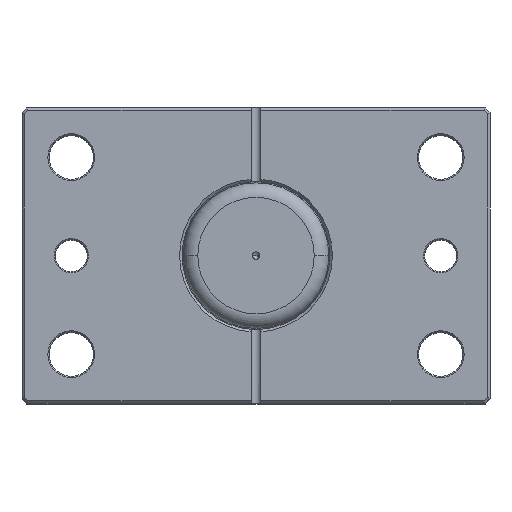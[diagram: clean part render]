
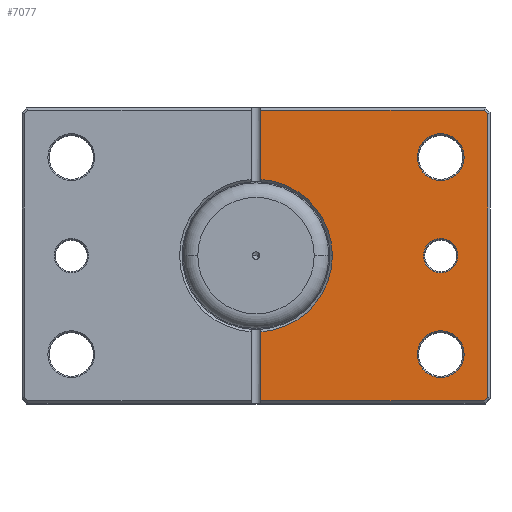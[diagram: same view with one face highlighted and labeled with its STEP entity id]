
A CAD part, top view. The second image highlights one B-rep face of the part: STEP entity #7077.
In plain terms, the highlighted face is planar.
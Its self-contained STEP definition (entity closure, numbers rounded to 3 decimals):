
#1 = EDGE_LOOP ( 'NONE', ( #3139, #321 ) ) ;
#91 = DIRECTION ( 'NONE',  ( 1., 0., 0. ) ) ;
#108 = CIRCLE ( 'NONE', #2199, 9.5 ) ;
#155 = EDGE_CURVE ( 'NONE', #2783, #2858, #5638, .T. ) ;
#208 = CARTESIAN_POINT ( 'NONE',  ( -2., 60., 0. ) ) ;
#244 = CARTESIAN_POINT ( 'NONE',  ( -75., 0., 0. ) ) ;
#247 = LINE ( 'NONE', #2702, #6045 ) ;
#284 = CARTESIAN_POINT ( 'NONE',  ( -75., 0., 0. ) ) ;
#317 = VERTEX_POINT ( 'NONE', #4831 ) ;
#321 = ORIENTED_EDGE ( 'NONE', *, *, #900, .T. ) ;
#328 = EDGE_CURVE ( 'NONE', #7138, #2783, #6080, .T. ) ;
#372 = DIRECTION ( 'NONE',  ( 1., 0., 0. ) ) ;
#373 = DIRECTION ( 'NONE',  ( 0., 1., 0. ) ) ;
#453 = DIRECTION ( 'NONE',  ( -1., 0., 0. ) ) ;
#516 = VERTEX_POINT ( 'NONE', #4318 ) ;
#609 = DIRECTION ( 'NONE',  ( 0., 0., 1. ) ) ;
#688 = DIRECTION ( 'NONE',  ( 1., 0., 0. ) ) ;
#739 = ORIENTED_EDGE ( 'NONE', *, *, #2551, .T. ) ;
#796 = DIRECTION ( 'NONE',  ( 1., 0., 0. ) ) ;
#808 = LINE ( 'NONE', #4305, #2318 ) ;
#900 = EDGE_CURVE ( 'NONE', #516, #317, #3702, .T. ) ;
#920 = ORIENTED_EDGE ( 'NONE', *, *, #4749, .T. ) ;
#1012 = CARTESIAN_POINT ( 'NONE',  ( -2., 30.935, 0. ) ) ;
#1042 = AXIS2_PLACEMENT_3D ( 'NONE', #244, #4173, #796 ) ;
#1082 = AXIS2_PLACEMENT_3D ( 'NONE', #6096, #2740, #6630 ) ;
#1102 = VERTEX_POINT ( 'NONE', #1485 ) ;
#1117 = CARTESIAN_POINT ( 'NONE',  ( -94., 57.586, 0. ) ) ;
#1333 = DIRECTION ( 'NONE',  ( 0., -1., 0. ) ) ;
#1374 = ORIENTED_EDGE ( 'NONE', *, *, #328, .T. ) ;
#1485 = CARTESIAN_POINT ( 'NONE',  ( -31., 0., 0. ) ) ;
#1550 = ORIENTED_EDGE ( 'NONE', *, *, #155, .T. ) ;
#1657 = AXIS2_PLACEMENT_3D ( 'NONE', #6493, #3167, #7055 ) ;
#1689 = FACE_OUTER_BOUND ( 'NONE', #2736, .T. ) ;
#1763 = VERTEX_POINT ( 'NONE', #6639 ) ;
#1812 = ORIENTED_EDGE ( 'NONE', *, *, #2903, .T. ) ;
#1832 = VERTEX_POINT ( 'NONE', #1943 ) ;
#1943 = CARTESIAN_POINT ( 'NONE',  ( -2., -59., 0. ) ) ;
#1996 = ORIENTED_EDGE ( 'NONE', *, *, #5439, .T. ) ;
#1998 = VECTOR ( 'NONE', #6613, 1000. ) ;
#2004 = DIRECTION ( 'NONE',  ( 1., 0., 0. ) ) ;
#2046 = FACE_BOUND ( 'NONE', #1, .T. ) ;
#2166 = CIRCLE ( 'NONE', #4577, 9.5 ) ;
#2199 = AXIS2_PLACEMENT_3D ( 'NONE', #6607, #3285, #7174 ) ;
#2231 = CARTESIAN_POINT ( 'NONE',  ( 0., 0., 0. ) ) ;
#2276 = LINE ( 'NONE', #5629, #5261 ) ;
#2286 = DIRECTION ( 'NONE',  ( -0.707, 0.707, 0. ) ) ;
#2317 = VECTOR ( 'NONE', #4876, 1000. ) ;
#2318 = VECTOR ( 'NONE', #373, 1000. ) ;
#2429 = AXIS2_PLACEMENT_3D ( 'NONE', #2231, #6143, #2796 ) ;
#2433 = ORIENTED_EDGE ( 'NONE', *, *, #3553, .T. ) ;
#2551 = EDGE_CURVE ( 'NONE', #6686, #7044, #6724, .T. ) ;
#2614 = CIRCLE ( 'NONE', #2429, 31. ) ;
#2639 = VERTEX_POINT ( 'NONE', #6564 ) ;
#2672 = EDGE_CURVE ( 'NONE', #1832, #5515, #247, .T. ) ;
#2702 = CARTESIAN_POINT ( 'NONE',  ( 0., -59., 0. ) ) ;
#2736 = EDGE_LOOP ( 'NONE', ( #6697, #920, #2433, #5408, #6874, #5584, #7141, #1374, #1550 ) ) ;
#2740 = DIRECTION ( 'NONE',  ( 0., 0., 1. ) ) ;
#2752 = PLANE ( 'NONE',  #6094 ) ;
#2783 = VERTEX_POINT ( 'NONE', #6656 ) ;
#2796 = DIRECTION ( 'NONE',  ( 1., 0., 0. ) ) ;
#2828 = CARTESIAN_POINT ( 'NONE',  ( -65.5, 40., 0. ) ) ;
#2837 = VECTOR ( 'NONE', #2004, 1000. ) ;
#2858 = VERTEX_POINT ( 'NONE', #6733 ) ;
#2903 = EDGE_CURVE ( 'NONE', #5263, #1763, #4636, .T. ) ;
#3032 = EDGE_CURVE ( 'NONE', #5515, #2639, #2276, .T. ) ;
#3139 = ORIENTED_EDGE ( 'NONE', *, *, #4466, .T. ) ;
#3167 = DIRECTION ( 'NONE',  ( 0., 0., 1. ) ) ;
#3193 = FACE_BOUND ( 'NONE', #5763, .T. ) ;
#3285 = DIRECTION ( 'NONE',  ( 0., 0., 1. ) ) ;
#3472 = DIRECTION ( 'NONE',  ( 0., 0., 1. ) ) ;
#3539 = LINE ( 'NONE', #208, #4865 ) ;
#3553 = EDGE_CURVE ( 'NONE', #1102, #4621, #6361, .T. ) ;
#3662 = LINE ( 'NONE', #4982, #1998 ) ;
#3702 = CIRCLE ( 'NONE', #6349, 7. ) ;
#3718 = VERTEX_POINT ( 'NONE', #1012 ) ;
#3726 = DIRECTION ( 'NONE',  ( 0., 0., 1. ) ) ;
#3763 = AXIS2_PLACEMENT_3D ( 'NONE', #6802, #3472, #91 ) ;
#3769 = EDGE_CURVE ( 'NONE', #4621, #1832, #3662, .T. ) ;
#3841 = CARTESIAN_POINT ( 'NONE',  ( -84.5, 40., 0. ) ) ;
#3863 = DIRECTION ( 'NONE',  ( 1., 0., 0. ) ) ;
#4173 = DIRECTION ( 'NONE',  ( 0., 0., 1. ) ) ;
#4278 = CARTESIAN_POINT ( 'NONE',  ( 0., 59., 0. ) ) ;
#4301 = EDGE_CURVE ( 'NONE', #7044, #6686, #2166, .T. ) ;
#4305 = CARTESIAN_POINT ( 'NONE',  ( -94., 0., 0. ) ) ;
#4318 = CARTESIAN_POINT ( 'NONE',  ( -68., 0., 0. ) ) ;
#4450 = EDGE_LOOP ( 'NONE', ( #6520, #739 ) ) ;
#4466 = EDGE_CURVE ( 'NONE', #317, #516, #6869, .T. ) ;
#4577 = AXIS2_PLACEMENT_3D ( 'NONE', #7070, #3726, #372 ) ;
#4621 = VERTEX_POINT ( 'NONE', #5395 ) ;
#4636 = CIRCLE ( 'NONE', #3763, 9.5 ) ;
#4749 = EDGE_CURVE ( 'NONE', #3718, #1102, #2614, .T. ) ;
#4831 = CARTESIAN_POINT ( 'NONE',  ( -82., 0., 0. ) ) ;
#4865 = VECTOR ( 'NONE', #1333, 1000. ) ;
#4876 = DIRECTION ( 'NONE',  ( 0.707, 0.707, 0. ) ) ;
#4982 = CARTESIAN_POINT ( 'NONE',  ( -2., 60., 0. ) ) ;
#5217 = CARTESIAN_POINT ( 'NONE',  ( -75.793, 75.793, 0. ) ) ;
#5261 = VECTOR ( 'NONE', #2286, 1000. ) ;
#5263 = VERTEX_POINT ( 'NONE', #6856 ) ;
#5395 = CARTESIAN_POINT ( 'NONE',  ( -2., -30.935, 0. ) ) ;
#5408 = ORIENTED_EDGE ( 'NONE', *, *, #3769, .T. ) ;
#5439 = EDGE_CURVE ( 'NONE', #1763, #5263, #108, .T. ) ;
#5515 = VERTEX_POINT ( 'NONE', #6907 ) ;
#5520 = EDGE_CURVE ( 'NONE', #2858, #3718, #3539, .T. ) ;
#5584 = ORIENTED_EDGE ( 'NONE', *, *, #3032, .T. ) ;
#5629 = CARTESIAN_POINT ( 'NONE',  ( -75.793, -75.793, 0. ) ) ;
#5638 = LINE ( 'NONE', #4278, #2837 ) ;
#5749 = EDGE_CURVE ( 'NONE', #2639, #7138, #808, .T. ) ;
#5763 = EDGE_LOOP ( 'NONE', ( #1812, #1996 ) ) ;
#6045 = VECTOR ( 'NONE', #453, 1000. ) ;
#6080 = LINE ( 'NONE', #5217, #2317 ) ;
#6094 = AXIS2_PLACEMENT_3D ( 'NONE', #6641, #7213, #3863 ) ;
#6096 = CARTESIAN_POINT ( 'NONE',  ( 0., 0., 0. ) ) ;
#6143 = DIRECTION ( 'NONE',  ( 0., 0., 1. ) ) ;
#6154 = FACE_BOUND ( 'NONE', #4450, .T. ) ;
#6349 = AXIS2_PLACEMENT_3D ( 'NONE', #284, #609, #688 ) ;
#6361 = CIRCLE ( 'NONE', #1082, 31. ) ;
#6493 = CARTESIAN_POINT ( 'NONE',  ( -75., 40., 0. ) ) ;
#6520 = ORIENTED_EDGE ( 'NONE', *, *, #4301, .T. ) ;
#6564 = CARTESIAN_POINT ( 'NONE',  ( -94., -57.586, 0. ) ) ;
#6607 = CARTESIAN_POINT ( 'NONE',  ( -75., -40., 0. ) ) ;
#6613 = DIRECTION ( 'NONE',  ( 0., -1., 0. ) ) ;
#6630 = DIRECTION ( 'NONE',  ( 1., 0., 0. ) ) ;
#6639 = CARTESIAN_POINT ( 'NONE',  ( -65.5, -40., 0. ) ) ;
#6641 = CARTESIAN_POINT ( 'NONE',  ( 0., 0., 0. ) ) ;
#6656 = CARTESIAN_POINT ( 'NONE',  ( -92.586, 59., 0. ) ) ;
#6686 = VERTEX_POINT ( 'NONE', #2828 ) ;
#6697 = ORIENTED_EDGE ( 'NONE', *, *, #5520, .T. ) ;
#6724 = CIRCLE ( 'NONE', #1657, 9.5 ) ;
#6733 = CARTESIAN_POINT ( 'NONE',  ( -2., 59., 0. ) ) ;
#6802 = CARTESIAN_POINT ( 'NONE',  ( -75., -40., 0. ) ) ;
#6856 = CARTESIAN_POINT ( 'NONE',  ( -84.5, -40., 0. ) ) ;
#6869 = CIRCLE ( 'NONE', #1042, 7. ) ;
#6874 = ORIENTED_EDGE ( 'NONE', *, *, #2672, .T. ) ;
#6907 = CARTESIAN_POINT ( 'NONE',  ( -92.586, -59., 0. ) ) ;
#7044 = VERTEX_POINT ( 'NONE', #3841 ) ;
#7055 = DIRECTION ( 'NONE',  ( 1., 0., 0. ) ) ;
#7070 = CARTESIAN_POINT ( 'NONE',  ( -75., 40., 0. ) ) ;
#7077 = ADVANCED_FACE ( 'NONE', ( #2046, #3193, #6154, #1689 ), #2752, .F. ) ;
#7138 = VERTEX_POINT ( 'NONE', #1117 ) ;
#7141 = ORIENTED_EDGE ( 'NONE', *, *, #5749, .T. ) ;
#7174 = DIRECTION ( 'NONE',  ( 1., 0., 0. ) ) ;
#7213 = DIRECTION ( 'NONE',  ( 0., 0., 1. ) ) ;
